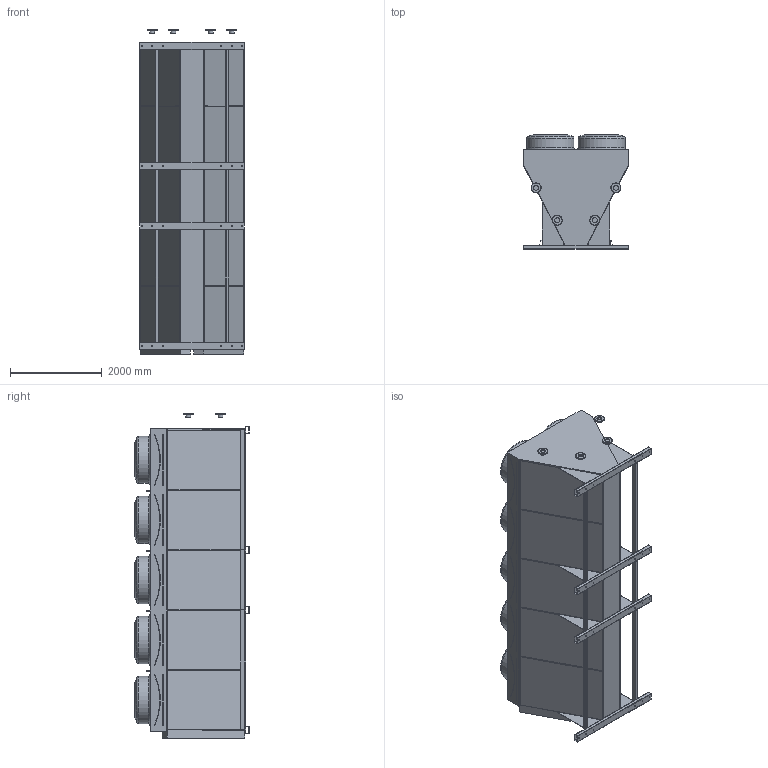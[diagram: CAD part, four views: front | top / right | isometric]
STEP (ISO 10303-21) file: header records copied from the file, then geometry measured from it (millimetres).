
FILE_DESCRIPTION (( 'STEP AP203' ), '1' );
FILE_NAME ('VDDY5M_2R24N.STEP', '2018-10-08T14:35:52', ( 'Alfa Laval' ), ( 'Alfa Laval' ), 'SwSTEP 2.0', 'SolidWorks 2016', '' );
FILE_SCHEMA (( 'CONFIG_CONTROL_DESIGN' ));
Length unit declared in the file: millimetre
Products named in the file (3): V-TYPE2_LIGHT_BODY_5MOD-SS; V-TYPE2_LIGHT_VDDY_FLANGE_SS_2R_4P; VDDY5M_2R24N
Assembly tree (2 placements, depth 2):
  VDDY5M_2R24N
    V-TYPE2_LIGHT_BODY_5MOD-SS
    V-TYPE2_LIGHT_VDDY_FLANGE_SS_2R_4P
Bounding box: 2280.43 x 2494.62 x 7077.5 mm (x, y, z)
Volume: 23663533362.8 mm3; surface area: 84427113.7 mm2
Topology: 11 solids, 11 shells, 1198 faces, 2874 edges, 1816 vertices
Faces by surface type: cylinder 520, plane 430, torus 158, sphere 80, cone 10
Full cylindrical faces by diameter (mm): 1 x40, 20 x48, 40 x8, 100 x10, 108 x8, 220 x4, 1032 x10
Entity records: 34075 total; most frequent: DIRECTION 6458, CARTESIAN_POINT 5569, ORIENTED_EDGE 5188, AXIS2_PLACEMENT_3D 2661, EDGE_CURVE 2594, VERTEX_POINT 1772, EDGE_LOOP 1696, CIRCLE 1458
